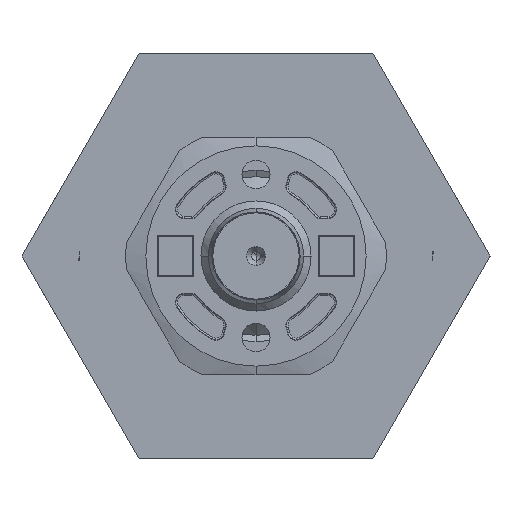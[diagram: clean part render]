
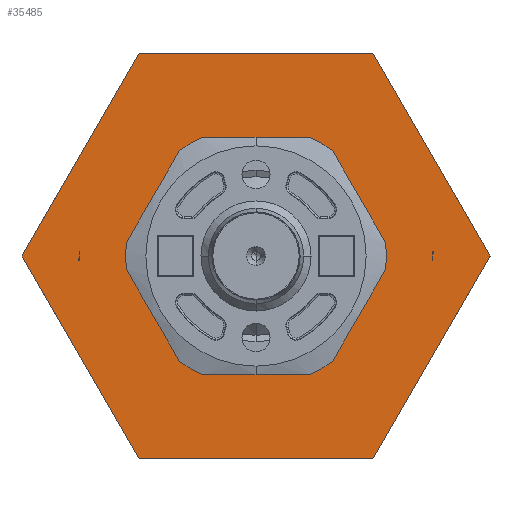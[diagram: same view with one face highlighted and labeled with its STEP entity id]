
A CAD part, left-side view. The second image highlights one B-rep face of the part: STEP entity #35485.
In plain terms, the highlighted planar face has unit normal (-1, 0, 0).
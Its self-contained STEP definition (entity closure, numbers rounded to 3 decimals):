
#3854 = EDGE_CURVE ( 'NONE', #49250, #63223, #12695, .T. ) ;
#12689 = DIRECTION ( 'NONE',  ( 0., 0., -1. ) ) ;
#12690 = DIRECTION ( 'NONE',  ( 1., 0., 0. ) ) ;
#12692 = CARTESIAN_POINT ( 'NONE',  ( 0., 0., 0. ) ) ;
#12693 = AXIS2_PLACEMENT_3D ( 'NONE', #12692, #12690, #12689 ) ;
#12695 = CIRCLE ( 'NONE', #12693, 12.5 ) ;
#27183 = ORIENTED_EDGE ( 'NONE', *, *, #3854, .T. ) ;
#27184 = ORIENTED_EDGE ( 'NONE', *, *, #29740, .F. ) ;
#27185 = EDGE_LOOP ( 'NONE', ( #27184, #31489, #31276, #30877, #30142, #30586 ) ) ;
#27186 = VERTEX_POINT ( 'NONE', #30597 ) ;
#27570 = ORIENTED_EDGE ( 'NONE', *, *, #49300, .T. ) ;
#27769 = ORIENTED_EDGE ( 'NONE', *, *, #64197, .T. ) ;
#27943 = EDGE_LOOP ( 'NONE', ( #27769, #27570, #27183 ) ) ;
#29740 = EDGE_CURVE ( 'NONE', #27186, #31573, #36930, .T. ) ;
#30142 = ORIENTED_EDGE ( 'NONE', *, *, #30794, .F. ) ;
#30586 = ORIENTED_EDGE ( 'NONE', *, *, #30686, .F. ) ;
#30597 = CARTESIAN_POINT ( 'NONE',  ( 0., 13.279, -23. ) ) ;
#30686 = EDGE_CURVE ( 'NONE', #31573, #30782, #36975, .T. ) ;
#30782 = VERTEX_POINT ( 'NONE', #36965 ) ;
#30794 = EDGE_CURVE ( 'NONE', #30782, #30908, #36964, .T. ) ;
#30877 = ORIENTED_EDGE ( 'NONE', *, *, #30904, .F. ) ;
#30904 = EDGE_CURVE ( 'NONE', #30908, #31177, #36960, .T. ) ;
#30908 = VERTEX_POINT ( 'NONE', #36956 ) ;
#31177 = VERTEX_POINT ( 'NONE', #36955 ) ;
#31276 = ORIENTED_EDGE ( 'NONE', *, *, #31280, .F. ) ;
#31280 = EDGE_CURVE ( 'NONE', #31177, #31281, #36988, .T. ) ;
#31281 = VERTEX_POINT ( 'NONE', #36984 ) ;
#31285 = EDGE_CURVE ( 'NONE', #31281, #27186, #37035, .T. ) ;
#31489 = ORIENTED_EDGE ( 'NONE', *, *, #31285, .F. ) ;
#31573 = VERTEX_POINT ( 'NONE', #37031 ) ;
#35485 = ADVANCED_FACE ( 'NONE', ( #37195, #37190 ), #37173, .T. ) ;
#36929 = CARTESIAN_POINT ( 'NONE',  ( 0., 19.919, -11.5 ) ) ;
#36930 = LINE ( 'NONE', #36929, #36983 ) ;
#36955 = CARTESIAN_POINT ( 'NONE',  ( 0., -26.558, 0. ) ) ;
#36956 = CARTESIAN_POINT ( 'NONE',  ( 0., -13.279, 23. ) ) ;
#36957 = DIRECTION ( 'NONE',  ( 0., -0.5, -0.866 ) ) ;
#36958 = VECTOR ( 'NONE', #36957, 1000. ) ;
#36959 = CARTESIAN_POINT ( 'NONE',  ( 0., -19.919, 11.5 ) ) ;
#36960 = LINE ( 'NONE', #36959, #36958 ) ;
#36961 = DIRECTION ( 'NONE',  ( 0., -1., 0. ) ) ;
#36962 = VECTOR ( 'NONE', #36961, 1000. ) ;
#36963 = CARTESIAN_POINT ( 'NONE',  ( 0., 0., 23. ) ) ;
#36964 = LINE ( 'NONE', #36963, #36962 ) ;
#36965 = CARTESIAN_POINT ( 'NONE',  ( 0., 13.279, 23. ) ) ;
#36966 = DIRECTION ( 'NONE',  ( 0., -0.5, 0.866 ) ) ;
#36967 = VECTOR ( 'NONE', #36966, 1000. ) ;
#36968 = CARTESIAN_POINT ( 'NONE',  ( 0., 19.919, 11.5 ) ) ;
#36975 = LINE ( 'NONE', #36968, #36967 ) ;
#36982 = DIRECTION ( 'NONE',  ( 0., 0.5, 0.866 ) ) ;
#36983 = VECTOR ( 'NONE', #36982, 1000. ) ;
#36984 = CARTESIAN_POINT ( 'NONE',  ( 0., -13.279, -23. ) ) ;
#36985 = DIRECTION ( 'NONE',  ( 0., 0.5, -0.866 ) ) ;
#36986 = VECTOR ( 'NONE', #36985, 1000. ) ;
#36987 = CARTESIAN_POINT ( 'NONE',  ( 0., -19.919, -11.5 ) ) ;
#36988 = LINE ( 'NONE', #36987, #36986 ) ;
#37031 = CARTESIAN_POINT ( 'NONE',  ( 0., 26.558, 0. ) ) ;
#37032 = DIRECTION ( 'NONE',  ( 0., 1., 0. ) ) ;
#37033 = VECTOR ( 'NONE', #37032, 1000. ) ;
#37034 = CARTESIAN_POINT ( 'NONE',  ( 0., 0., -23. ) ) ;
#37035 = LINE ( 'NONE', #37034, #37033 ) ;
#37169 = DIRECTION ( 'NONE',  ( 0., -1., 0. ) ) ;
#37170 = DIRECTION ( 'NONE',  ( -1., 0., 0. ) ) ;
#37171 = CARTESIAN_POINT ( 'NONE',  ( 0., 26.877, -23. ) ) ;
#37172 = AXIS2_PLACEMENT_3D ( 'NONE', #37171, #37170, #37169 ) ;
#37173 = PLANE ( 'NONE',  #37172 ) ;
#37190 = FACE_OUTER_BOUND ( 'NONE', #27185, .T. ) ;
#37195 = FACE_BOUND ( 'NONE', #27943, .T. ) ;
#49250 = VERTEX_POINT ( 'NONE', #51375 ) ;
#49300 = EDGE_CURVE ( 'NONE', #49301, #49250, #51546, .T. ) ;
#49301 = VERTEX_POINT ( 'NONE', #51541 ) ;
#51375 = CARTESIAN_POINT ( 'NONE',  ( 0., 0., -12.5 ) ) ;
#51541 = CARTESIAN_POINT ( 'NONE',  ( 0., -12.5, 0. ) ) ;
#51542 = DIRECTION ( 'NONE',  ( 0., 0., -1. ) ) ;
#51543 = DIRECTION ( 'NONE',  ( 1., 0., 0. ) ) ;
#51544 = CARTESIAN_POINT ( 'NONE',  ( 0., 0., 0. ) ) ;
#51545 = AXIS2_PLACEMENT_3D ( 'NONE', #51544, #51543, #51542 ) ;
#51546 = CIRCLE ( 'NONE', #51545, 12.5 ) ;
#54480 = DIRECTION ( 'NONE',  ( 0., 0., -1. ) ) ;
#54481 = DIRECTION ( 'NONE',  ( 1., 0., 0. ) ) ;
#54482 = CARTESIAN_POINT ( 'NONE',  ( 0., 0., 0. ) ) ;
#54483 = AXIS2_PLACEMENT_3D ( 'NONE', #54482, #54481, #54480 ) ;
#54484 = CIRCLE ( 'NONE', #54483, 12.5 ) ;
#54485 = CARTESIAN_POINT ( 'NONE',  ( 0., 12.5, 0. ) ) ;
#63223 = VERTEX_POINT ( 'NONE', #54485 ) ;
#64197 = EDGE_CURVE ( 'NONE', #63223, #49301, #54484, .T. ) ;
